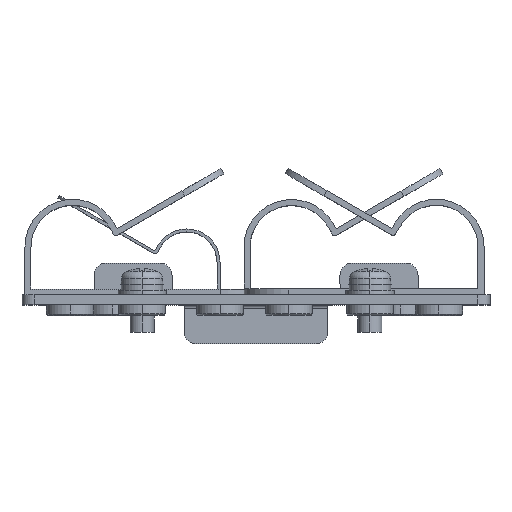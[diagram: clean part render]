
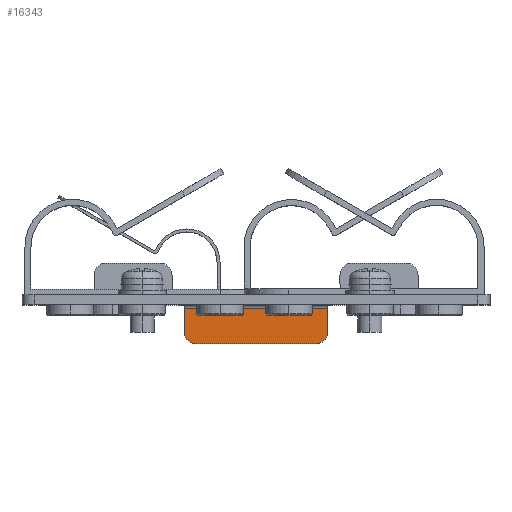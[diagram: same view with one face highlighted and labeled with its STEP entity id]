
A CAD part, top view. The second image highlights one B-rep face of the part: STEP entity #16343.
In plain terms, the highlighted planar face has unit normal (0, 0, 1).
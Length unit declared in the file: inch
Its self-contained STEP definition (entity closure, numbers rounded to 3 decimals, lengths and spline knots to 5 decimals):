
#162 = LINE ( 'NONE', #4957, #13983 ) ;
#202 = CARTESIAN_POINT ( 'NONE',  ( 2.08661, 0.06299, -3.28346 ) ) ;
#293 = DIRECTION ( 'NONE',  ( 0., -1., 0. ) ) ;
#436 = AXIS2_PLACEMENT_3D ( 'NONE', #2958, #8021, #11297 ) ;
#456 = ORIENTED_EDGE ( 'NONE', *, *, #21670, .F. ) ;
#620 = ORIENTED_EDGE ( 'NONE', *, *, #853, .F. ) ;
#853 = EDGE_CURVE ( 'NONE', #10296, #8057, #3400, .T. ) ;
#1542 = VERTEX_POINT ( 'NONE', #18551 ) ;
#2387 = CARTESIAN_POINT ( 'NONE',  ( 2.00787, -0.25197, -3.28346 ) ) ;
#2958 = CARTESIAN_POINT ( 'NONE',  ( 2.00787, -0.17323, -3.28346 ) ) ;
#3400 = CIRCLE ( 'NONE', #436, 0.07874 ) ;
#3686 = VECTOR ( 'NONE', #20866, 39.37008 ) ;
#3891 = VERTEX_POINT ( 'NONE', #13609 ) ;
#3940 = DIRECTION ( 'NONE',  ( -1., 0., 0. ) ) ;
#4514 = DIRECTION ( 'NONE',  ( -1., 0., 0. ) ) ;
#4517 = EDGE_LOOP ( 'NONE', ( #19242, #456, #19326, #620, #9213, #6751 ) ) ;
#4957 = CARTESIAN_POINT ( 'NONE',  ( 1.14173, -0.01969, -3.28346 ) ) ;
#6339 = VECTOR ( 'NONE', #293, 39.37008 ) ;
#6751 = ORIENTED_EDGE ( 'NONE', *, *, #14854, .T. ) ;
#6804 = EDGE_CURVE ( 'NONE', #10424, #10296, #7642, .T. ) ;
#6986 = DIRECTION ( 'NONE',  ( 0., 0., -1. ) ) ;
#7308 = DIRECTION ( 'NONE',  ( 0., 1., 0. ) ) ;
#7642 = LINE ( 'NONE', #202, #6339 ) ;
#8021 = DIRECTION ( 'NONE',  ( 0., 0., -1. ) ) ;
#8057 = VERTEX_POINT ( 'NONE', #2387 ) ;
#9213 = ORIENTED_EDGE ( 'NONE', *, *, #6804, .F. ) ;
#9907 = DIRECTION ( 'NONE',  ( -1., 0., 0. ) ) ;
#9992 = AXIS2_PLACEMENT_3D ( 'NONE', #17917, #19710, #4514 ) ;
#10296 = VERTEX_POINT ( 'NONE', #19575 ) ;
#10424 = VERTEX_POINT ( 'NONE', #14243 ) ;
#11297 = DIRECTION ( 'NONE',  ( -1., 0., 0. ) ) ;
#12264 = CARTESIAN_POINT ( 'NONE',  ( 1.22047, -0.25197, -3.28346 ) ) ;
#12355 = CARTESIAN_POINT ( 'NONE',  ( 1.14173, 0.06299, -3.28346 ) ) ;
#13270 = VECTOR ( 'NONE', #7308, 39.37008 ) ;
#13609 = CARTESIAN_POINT ( 'NONE',  ( 1.14173, -0.17323, -3.28346 ) ) ;
#13803 = LINE ( 'NONE', #12355, #13270 ) ;
#13983 = VECTOR ( 'NONE', #9907, 39.37008 ) ;
#14026 = LINE ( 'NONE', #17426, #3686 ) ;
#14243 = CARTESIAN_POINT ( 'NONE',  ( 2.08661, -0.01969, -3.28346 ) ) ;
#14693 = AXIS2_PLACEMENT_3D ( 'NONE', #17107, #6986, #3940 ) ;
#14854 = EDGE_CURVE ( 'NONE', #10424, #1542, #162, .T. ) ;
#16343 = ADVANCED_FACE ( 'NONE', ( #21839 ), #17345, .F. ) ;
#16923 = CIRCLE ( 'NONE', #9992, 0.07874 ) ;
#17107 = CARTESIAN_POINT ( 'NONE',  ( 2.75591, 0.06299, -3.28346 ) ) ;
#17160 = VERTEX_POINT ( 'NONE', #12264 ) ;
#17345 = PLANE ( 'NONE',  #14693 ) ;
#17426 = CARTESIAN_POINT ( 'NONE',  ( 2.75591, -0.25197, -3.28346 ) ) ;
#17917 = CARTESIAN_POINT ( 'NONE',  ( 1.22047, -0.17323, -3.28346 ) ) ;
#18059 = EDGE_CURVE ( 'NONE', #3891, #1542, #13803, .T. ) ;
#18551 = CARTESIAN_POINT ( 'NONE',  ( 1.14173, -0.01969, -3.28346 ) ) ;
#19242 = ORIENTED_EDGE ( 'NONE', *, *, #18059, .F. ) ;
#19326 = ORIENTED_EDGE ( 'NONE', *, *, #20969, .F. ) ;
#19575 = CARTESIAN_POINT ( 'NONE',  ( 2.08661, -0.17323, -3.28346 ) ) ;
#19710 = DIRECTION ( 'NONE',  ( 0., 0., -1. ) ) ;
#20866 = DIRECTION ( 'NONE',  ( -1., 0., 0. ) ) ;
#20969 = EDGE_CURVE ( 'NONE', #8057, #17160, #14026, .T. ) ;
#21670 = EDGE_CURVE ( 'NONE', #17160, #3891, #16923, .T. ) ;
#21839 = FACE_OUTER_BOUND ( 'NONE', #4517, .T. ) ;
